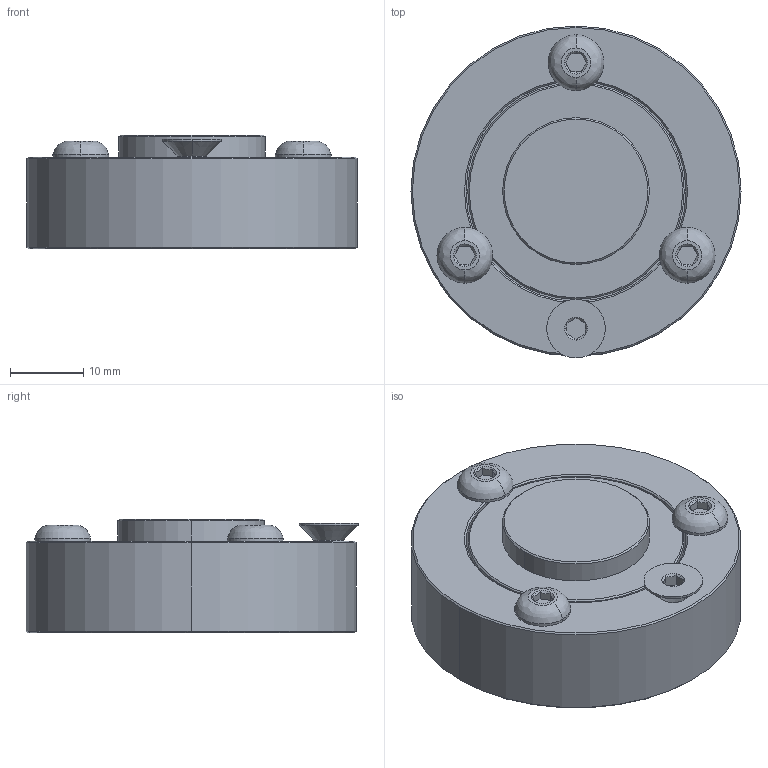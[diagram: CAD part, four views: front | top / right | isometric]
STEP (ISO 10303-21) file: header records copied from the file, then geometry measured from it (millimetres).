
FILE_DESCRIPTION((''),'2;1');
FILE_NAME('PROBE_Z_ASM','2020-07-02T18:38:25',('drifen'),(''),'CREO PARAMETRIC BY PTC INC, 2019080','CREO PARAMETRIC BY PTC INC, 2019080','');
FILE_SCHEMA(('AUTOMOTIVE_DESIGN { 1 0 10303 214 1 1 1 1 }'));
Length unit declared in the file: millimetre
Products named in the file (6): PROBE_HOUSING_Z; PROBE_PLATE_Z; SCREW_BTN_M04X06_HEX; SCREW_FLH_M04X10_HEX; SPRING; PROBE_Z_ASM
Assembly tree (7 placements, depth 2):
  PROBE_Z_ASM
    PROBE_HOUSING_Z
    PROBE_PLATE_Z
    SCREW_BTN_M04X06_HEX  x3
    SCREW_FLH_M04X10_HEX
    SPRING
Bounding box: 45 x 45.25 x 15.5 mm (x, y, z)
Volume: 17178.3 mm3; surface area: 10153.2 mm2
Topology: 7 solids, 11 shells, 129 faces, 290 edges, 184 vertices
Faces by surface type: plane 47, cylinder 40, cone 32, bspline 10
Entity records: 6559 total; most frequent: CARTESIAN_POINT 2871, DIRECTION 595, ORIENTED_EDGE 360, AXIS2_PLACEMENT_3D 243, PRESENTATION_STYLE_ASSIGNMENT 207, STYLED_ITEM 207, CURVE_STYLE 201, EDGE_CURVE 184
